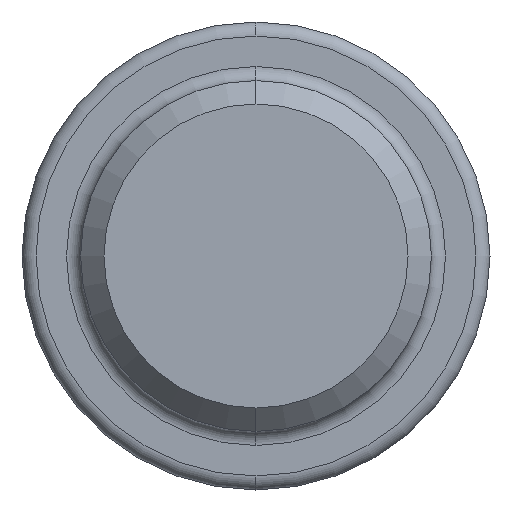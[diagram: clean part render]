
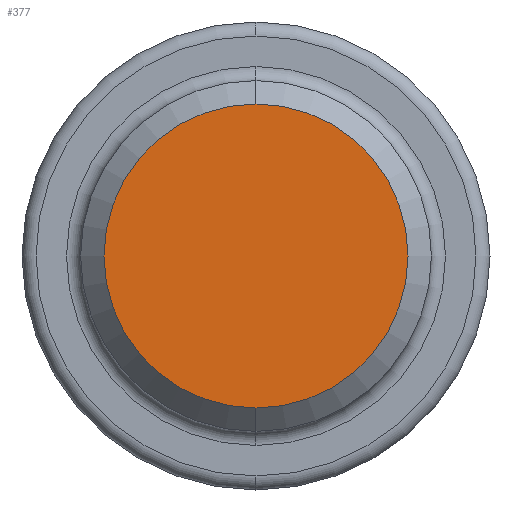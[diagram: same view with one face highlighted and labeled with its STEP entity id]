
A CAD part, left-side view. The second image highlights one B-rep face of the part: STEP entity #377.
In plain terms, the highlighted planar face has unit normal (-1, 0, 0).
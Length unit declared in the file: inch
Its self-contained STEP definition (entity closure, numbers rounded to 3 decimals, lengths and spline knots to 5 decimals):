
#8 = EDGE_CURVE ( 'NONE', #607, #383, #786, .T. ) ;
#39 = CIRCLE ( 'NONE', #1033, 0.32485 ) ;
#151 = FACE_OUTER_BOUND ( 'NONE', #362, .T. ) ;
#158 = DIRECTION ( 'NONE',  ( 0., 0., 1. ) ) ;
#245 = CARTESIAN_POINT ( 'NONE',  ( 0., 0., 0.32485 ) ) ;
#262 = AXIS2_PLACEMENT_3D ( 'NONE', #566, #572, #158 ) ;
#362 = EDGE_LOOP ( 'NONE', ( #981, #847 ) ) ;
#373 = CARTESIAN_POINT ( 'NONE',  ( 0., 0., -0.32485 ) ) ;
#377 = ADVANCED_FACE ( 'NONE', ( #151 ), #408, .F. ) ;
#383 = VERTEX_POINT ( 'NONE', #245 ) ;
#408 = PLANE ( 'NONE',  #501 ) ;
#469 = CARTESIAN_POINT ( 'NONE',  ( 0., 0., 0. ) ) ;
#474 = DIRECTION ( 'NONE',  ( 1., 0., 0. ) ) ;
#501 = AXIS2_PLACEMENT_3D ( 'NONE', #469, #474, #962 ) ;
#566 = CARTESIAN_POINT ( 'NONE',  ( 0., 0., 0. ) ) ;
#572 = DIRECTION ( 'NONE',  ( -1., 0., 0. ) ) ;
#607 = VERTEX_POINT ( 'NONE', #373 ) ;
#714 = DIRECTION ( 'NONE',  ( -1., 0., 0. ) ) ;
#786 = CIRCLE ( 'NONE', #262, 0.32485 ) ;
#847 = ORIENTED_EDGE ( 'NONE', *, *, #898, .T. ) ;
#893 = DIRECTION ( 'NONE',  ( 0., 0., 1. ) ) ;
#898 = EDGE_CURVE ( 'NONE', #383, #607, #39, .T. ) ;
#961 = CARTESIAN_POINT ( 'NONE',  ( 0., 0., 0. ) ) ;
#962 = DIRECTION ( 'NONE',  ( 0., 0., -1. ) ) ;
#981 = ORIENTED_EDGE ( 'NONE', *, *, #8, .T. ) ;
#1033 = AXIS2_PLACEMENT_3D ( 'NONE', #961, #714, #893 ) ;
